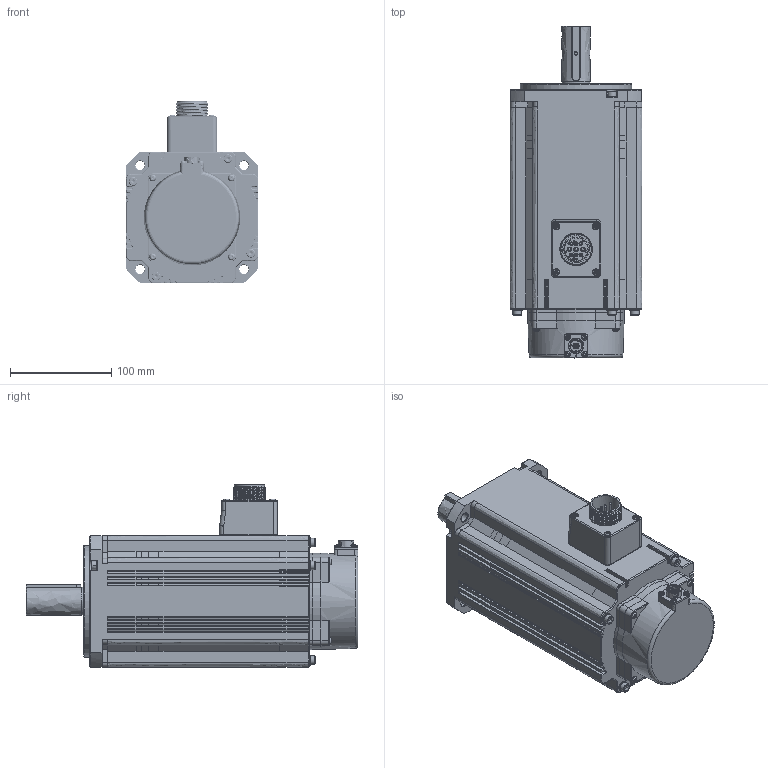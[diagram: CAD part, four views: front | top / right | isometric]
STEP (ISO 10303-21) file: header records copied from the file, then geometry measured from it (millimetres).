
FILE_DESCRIPTION( ('This file contains a STEP AP42 implementation' ,'as created by ZW3D STEP Interface translator.') ,'2;1' );
FILE_NAME( 'X6MA400R-B2LD.stp' ,'22 331.11 133', (''), ('ZWCAD Software Co.'), 'Version 1.0', 'ZW3D to STEP translator', '' );
FILE_SCHEMA(('AUTOMOTIVE_DESIGN'));
Length unit declared in the file: millimetre
Products named in the file (2): 0; 錨璃003
Bounding box: 130 x 327.5 x 180.1 mm (x, y, z)
Volume: 3747805.7 mm3; surface area: 210243.9 mm2
Topology: 1 solids, 1 shells, 3376 faces, 9615 edges, 6130 vertices
Faces by surface type: bspline 3376
Entity records: 165208 total; most frequent: CARTESIAN_POINT 107276, ORIENTED_EDGE 19132, EDGE_CURVE 9554, B_SPLINE_CURVE_WITH_KNOTS 7968, VERTEX_POINT 6128, EDGE_LOOP 3524, FACE_OUTER_BOUND 3376, ADVANCED_FACE 3376
